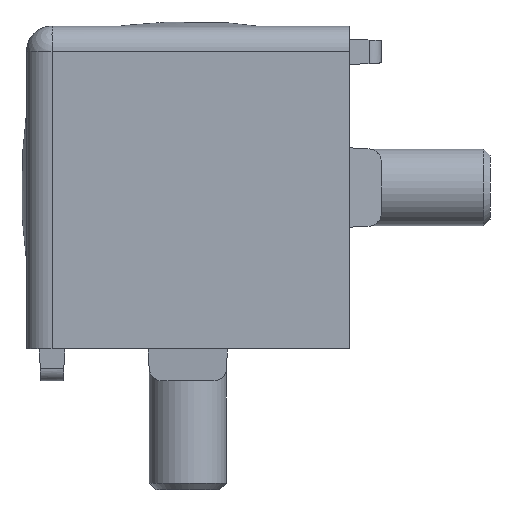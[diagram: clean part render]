
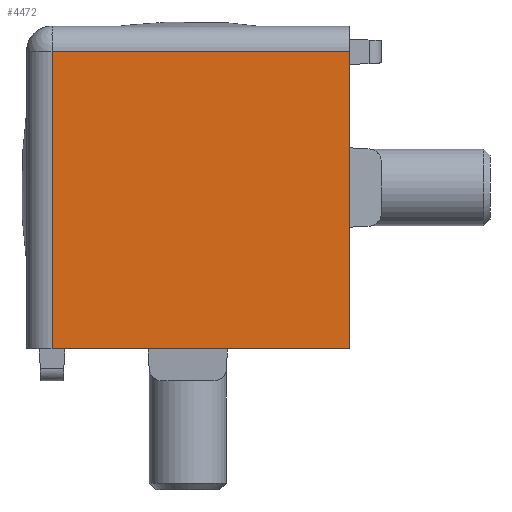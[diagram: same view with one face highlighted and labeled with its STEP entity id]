
A CAD part, front view. The second image highlights one B-rep face of the part: STEP entity #4472.
In plain terms, the highlighted planar face has unit normal (0, -1, 0).
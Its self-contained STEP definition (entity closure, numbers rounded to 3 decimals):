
#161 = LINE ( 'NONE', #7316, #14532 ) ;
#276 = CARTESIAN_POINT ( 'NONE',  ( 12.6, -12.6, 10.6 ) ) ;
#561 = DIRECTION ( 'NONE',  ( -1., 0., 0. ) ) ;
#1815 = VERTEX_POINT ( 'NONE', #10362 ) ;
#2036 = CARTESIAN_POINT ( 'NONE',  ( -12.6, -12.6, 10.6 ) ) ;
#2120 = LINE ( 'NONE', #6239, #5138 ) ;
#2540 = VECTOR ( 'NONE', #6608, 1000. ) ;
#2860 = LINE ( 'NONE', #2036, #2540 ) ;
#3133 = CARTESIAN_POINT ( 'NONE',  ( -12.6, -12.6, 12.6 ) ) ;
#3362 = VERTEX_POINT ( 'NONE', #6807 ) ;
#3414 = CARTESIAN_POINT ( 'NONE',  ( -10.6, -12.6, 12.6 ) ) ;
#3850 = EDGE_CURVE ( 'NONE', #8303, #3362, #161, .T. ) ;
#4277 = DIRECTION ( 'NONE',  ( 0., 0., 1. ) ) ;
#4472 = ADVANCED_FACE ( 'NONE', ( #8124 ), #10967, .F. ) ;
#4684 = ORIENTED_EDGE ( 'NONE', *, *, #3850, .F. ) ;
#5009 = VERTEX_POINT ( 'NONE', #276 ) ;
#5138 = VECTOR ( 'NONE', #13023, 1000. ) ;
#5257 = AXIS2_PLACEMENT_3D ( 'NONE', #3133, #11079, #4277 ) ;
#6239 = CARTESIAN_POINT ( 'NONE',  ( 12.6, -12.6, 12.6 ) ) ;
#6608 = DIRECTION ( 'NONE',  ( 1., 0., 0. ) ) ;
#6803 = ORIENTED_EDGE ( 'NONE', *, *, #12862, .F. ) ;
#6807 = CARTESIAN_POINT ( 'NONE',  ( -10.6, -12.6, -12.6 ) ) ;
#7316 = CARTESIAN_POINT ( 'NONE',  ( -12.6, -12.6, -12.6 ) ) ;
#7397 = ORIENTED_EDGE ( 'NONE', *, *, #12397, .F. ) ;
#8124 = FACE_OUTER_BOUND ( 'NONE', #13186, .T. ) ;
#8303 = VERTEX_POINT ( 'NONE', #14507 ) ;
#8506 = LINE ( 'NONE', #3414, #14547 ) ;
#9479 = EDGE_CURVE ( 'NONE', #5009, #8303, #2120, .T. ) ;
#10162 = DIRECTION ( 'NONE',  ( 0., 0., 1. ) ) ;
#10362 = CARTESIAN_POINT ( 'NONE',  ( -10.6, -12.6, 10.6 ) ) ;
#10967 = PLANE ( 'NONE',  #5257 ) ;
#11079 = DIRECTION ( 'NONE',  ( 0., 1., 0. ) ) ;
#12397 = EDGE_CURVE ( 'NONE', #3362, #1815, #8506, .T. ) ;
#12862 = EDGE_CURVE ( 'NONE', #1815, #5009, #2860, .T. ) ;
#13023 = DIRECTION ( 'NONE',  ( 0., 0., -1. ) ) ;
#13186 = EDGE_LOOP ( 'NONE', ( #7397, #4684, #13821, #6803 ) ) ;
#13821 = ORIENTED_EDGE ( 'NONE', *, *, #9479, .F. ) ;
#14507 = CARTESIAN_POINT ( 'NONE',  ( 12.6, -12.6, -12.6 ) ) ;
#14532 = VECTOR ( 'NONE', #561, 1000. ) ;
#14547 = VECTOR ( 'NONE', #10162, 1000. ) ;
